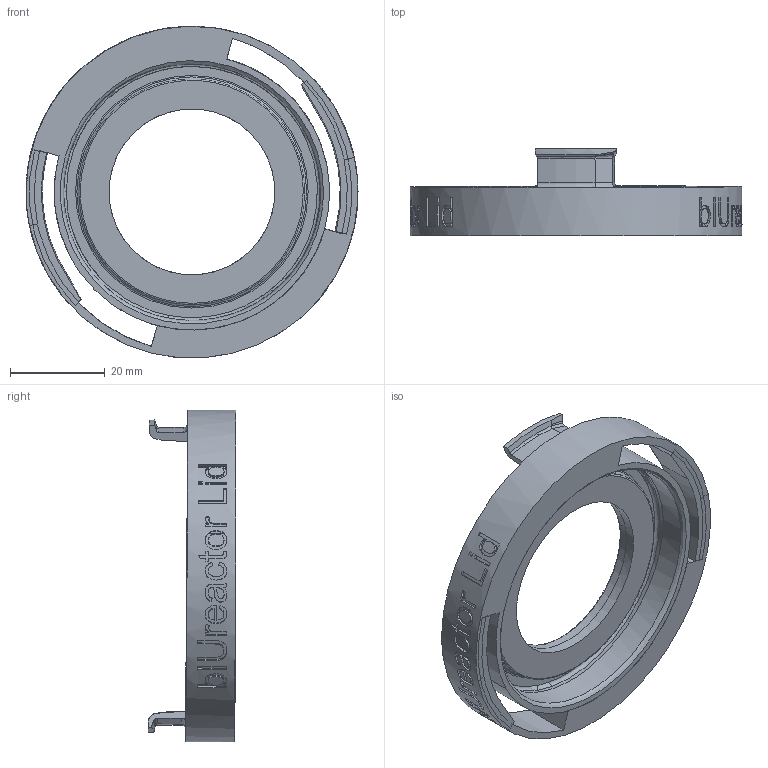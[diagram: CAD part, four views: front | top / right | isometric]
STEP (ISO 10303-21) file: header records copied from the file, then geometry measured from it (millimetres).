
FILE_DESCRIPTION(/* description */ (''),/* implementation_level */ '2;1');
FILE_NAME(/* name */ 'Twist Tab bIUreactor Lid.step',/* time_stamp */ '2022-10-12T09:07:16-04:00',/* author */ (''),/* organization */ (''),/* preprocessor_version */ 'ST-DEVELOPER v19',/* originating_system */ 'Autodesk Translation Framework v11.7.0.108',/* authorisation */ '');
FILE_SCHEMA (('AUTOMOTIVE_DESIGN { 1 0 10303 214 3 1 1 }'));
Length unit declared in the file: millimetre
Products named in the file (1): Twist Tab bIUreactor Lid
Bounding box: 70 x 18.55 x 69.92 mm (x, y, z)
Volume: 16981.9 mm3; surface area: 14809.8 mm2
Topology: 5 solids, 5 shells, 593 faces, 1621 edges, 1077 vertices
Faces by surface type: bspline 472, cylinder 50, plane 38, cone 20, torus 13
Full cylindrical faces by diameter (mm): 35 x1, 38.5 x1, 46.2 x1, 70 x1
Entity records: 29785 total; most frequent: CARTESIAN_POINT 17991, ORIENTED_EDGE 3242, EDGE_CURVE 1621, VERTEX_POINT 1077, B_SPLINE_CURVE_WITH_KNOTS 976, DIRECTION 973, EDGE_LOOP 638, FACE_OUTER_BOUND 593
